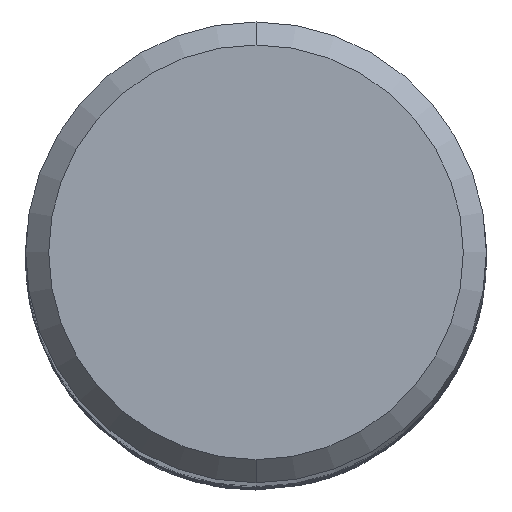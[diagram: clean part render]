
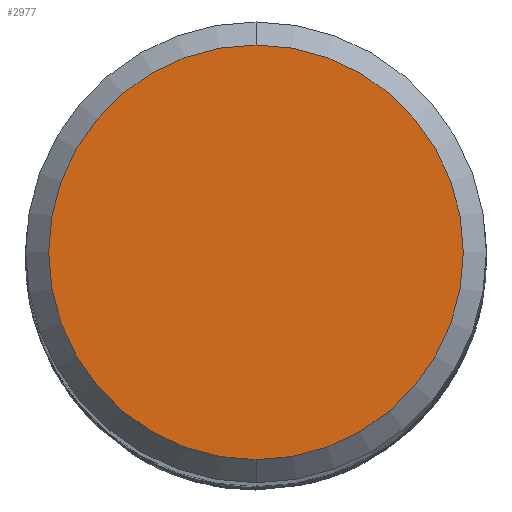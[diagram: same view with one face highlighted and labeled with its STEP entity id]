
A CAD part, top view. The second image highlights one B-rep face of the part: STEP entity #2977.
In plain terms, the highlighted planar face has unit normal (0, 0, 1).
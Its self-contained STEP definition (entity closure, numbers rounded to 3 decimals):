
#1263=VERTEX_POINT('',#3734);
#1913=EDGE_CURVE('',#1263,#2923,#4435,.T.);
#2923=VERTEX_POINT('',#5533);
#2977=ADVANCED_FACE('',(#5594),#5595,.T.);
#3495=EDGE_CURVE('',#2923,#1263,#6159,.T.);
#3734=CARTESIAN_POINT('',(0.,-3.6,0.0));
#4435=CIRCLE('',#12609,3.6);
#5533=CARTESIAN_POINT('',(0.0,3.6,0.0));
#5594=FACE_OUTER_BOUND('',#23809,.T.);
#5595=PLANE('',#23810);
#6159=CIRCLE('',#31888,3.6);
#12609=AXIS2_PLACEMENT_3D('',#35744,#35745,#35746);
#23809=EDGE_LOOP('',(#37078,#37079));
#23810=AXIS2_PLACEMENT_3D('',#37080,#37081,#37082);
#31888=AXIS2_PLACEMENT_3D('',#37577,#37578,#37579);
#35744=CARTESIAN_POINT('',(0.0,0.0,0.0));
#35745=DIRECTION('',(0.0,0.0,-1.0));
#35746=DIRECTION('',(0.0,1.0,0.0));
#37078=ORIENTED_EDGE('',*,*,#3495,.F.);
#37079=ORIENTED_EDGE('',*,*,#1913,.F.);
#37080=CARTESIAN_POINT('',(0.0,1.8,0.0));
#37081=DIRECTION('',(-0.0,0.0,1.0));
#37082=DIRECTION('',(0.0,-1.0,0.0));
#37577=CARTESIAN_POINT('',(0.0,0.0,0.0));
#37578=DIRECTION('',(0.0,0.0,-1.0));
#37579=DIRECTION('',(0.0,1.0,0.0));
